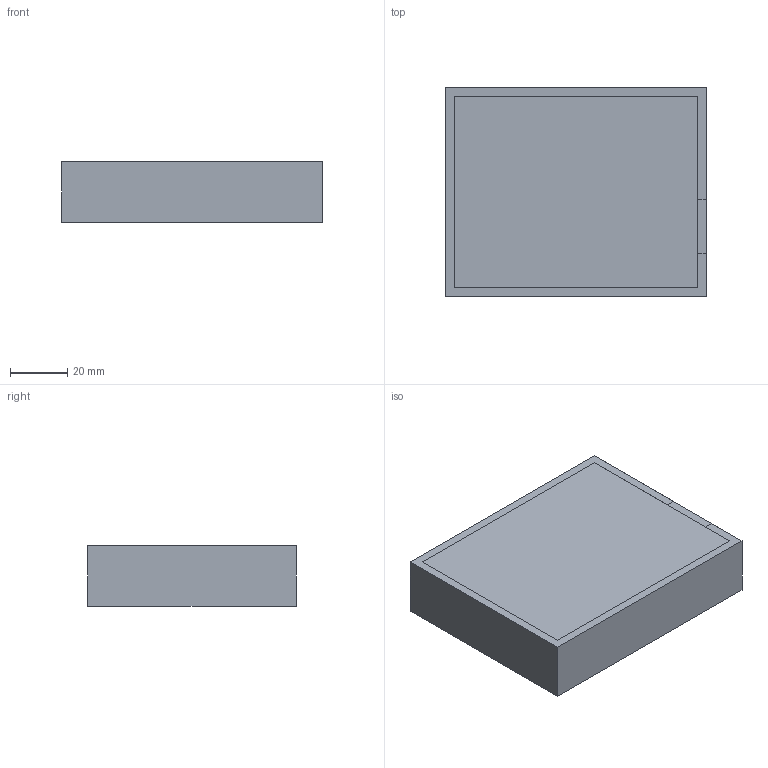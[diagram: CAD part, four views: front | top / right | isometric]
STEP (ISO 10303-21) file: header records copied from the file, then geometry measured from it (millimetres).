
FILE_DESCRIPTION(('FreeCAD Model'),'2;1');
FILE_NAME('Open CASCADE Shape Model','2025-11-16T20:05:27',(''),(''), 'Open CASCADE STEP processor 7.8','FreeCAD','Unknown');
FILE_SCHEMA(('AUTOMOTIVE_DESIGN { 1 0 10303 214 1 1 1 1 }'));
Length unit declared in the file: millimetre
Products named in the file (12): base; Sketch004; Pocket002; Sketch003; Pocket001; Sketch002; Pad001; Sketch001; Pocket; Sketch; Pad; Body
Assembly tree (11 placements, depth 2):
  base
    Sketch004
    Pocket002
    Sketch003
    Pocket001
    Sketch002
    Pad001
    Sketch001
    Pocket
    Sketch
    Pad
    Body
Bounding box: 91 x 73 x 21 mm (x, y, z)
Surface area: 148932 mm2
Topology: 6 solids, 6 shells, 159 faces, 420 edges, 324 vertices
Faces by surface type: plane 143, cylinder 16
Full cylindrical faces by diameter (mm): 6 x16
Entity records: 5272 total; most frequent: CARTESIAN_POINT 919, DIRECTION 798, ORIENTED_EDGE 768, LINE 384, VECTOR 384, EDGE_CURVE 384, VERTEX_POINT 256, FACE_BOUND 208
